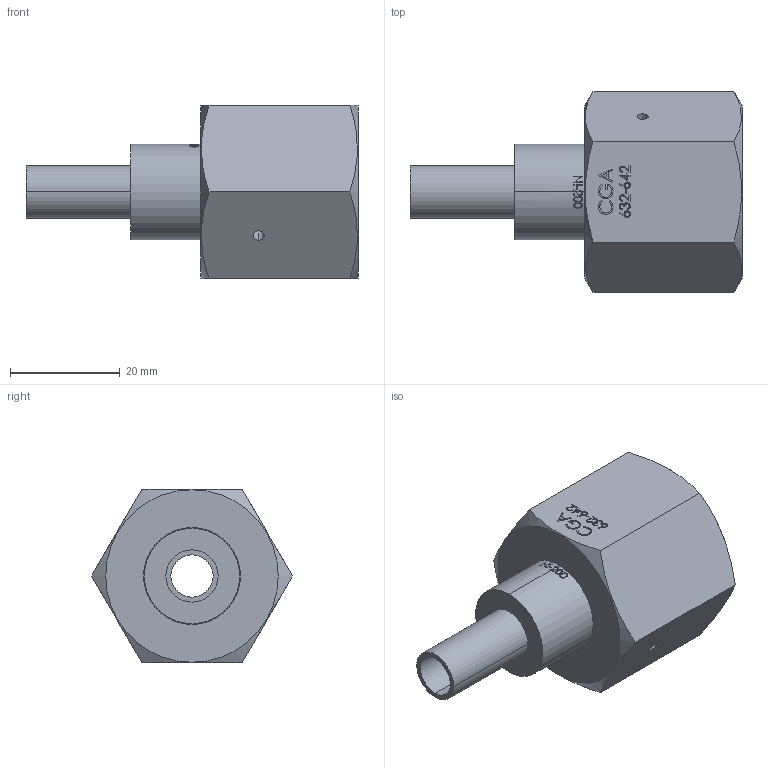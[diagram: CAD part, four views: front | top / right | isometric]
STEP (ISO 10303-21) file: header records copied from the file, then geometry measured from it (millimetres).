
FILE_DESCRIPTION (( 'STEP AP203' ), '1' );
FILE_NAME ('INL-638NI-6TS.STEP', '2025-01-21T16:08:37', ( '' ), ( '' ), 'SwSTEP 2.0', 'SolidWorks 2018', '' );
FILE_SCHEMA (( 'CONFIG_CONTROL_DESIGN' ));
Length unit declared in the file: inch
Products named in the file (3): PRT-000988; INL-638NI-6TS; PRT-001617
Assembly tree (2 placements, depth 2):
  INL-638NI-6TS
    PRT-000988
    PRT-001617
Bounding box: 60.63 x 36.66 x 31.75 mm (x, y, z)
Volume: 21633.1 mm3; surface area: 12309.3 mm2
Topology: 2 solids, 2 shells, 269 faces, 916 edges, 685 vertices
Faces by surface type: plane 92, cylinder 74, bspline 67, torus 22, cone 14
Entity records: 20031 total; most frequent: CARTESIAN_POINT 12526, ORIENTED_EDGE 1832, DIRECTION 1019, EDGE_CURVE 916, VERTEX_POINT 685, B_SPLINE_CURVE_WITH_KNOTS 447, AXIS2_PLACEMENT_3D 343, LINE 333
